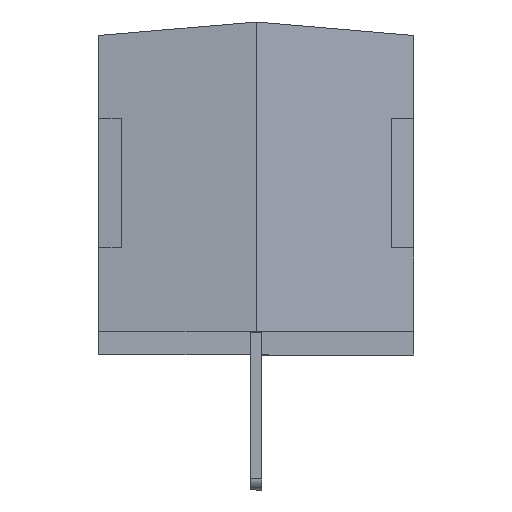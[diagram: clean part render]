
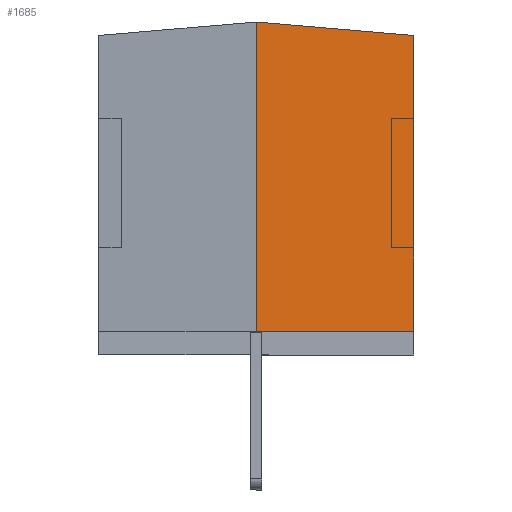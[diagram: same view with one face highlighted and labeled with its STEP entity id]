
A CAD part, left-side view. The second image highlights one B-rep face of the part: STEP entity #1685.
In plain terms, the highlighted planar face has unit normal (-0.996, -0.085, 0).
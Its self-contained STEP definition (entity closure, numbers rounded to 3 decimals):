
#204 = CARTESIAN_POINT ( 'NONE',  ( -11.765, -3.5, 0.527 ) ) ;
#249 = ORIENTED_EDGE ( 'NONE', *, *, #5061, .F. ) ;
#1099 = DIRECTION ( 'NONE',  ( 0., 0., -1. ) ) ;
#1677 = CARTESIAN_POINT ( 'NONE',  ( -11.765, -3.5, 0. ) ) ;
#1685 = ADVANCED_FACE ( 'NONE', ( #4014 ), #2728, .T. ) ;
#1720 = VERTEX_POINT ( 'NONE', #10431 ) ;
#2016 = CARTESIAN_POINT ( 'NONE',  ( -11.977, -1.027, 0.527 ) ) ;
#2064 = ORIENTED_EDGE ( 'NONE', *, *, #2511, .T. ) ;
#2266 = VERTEX_POINT ( 'NONE', #204 ) ;
#2511 = EDGE_CURVE ( 'NONE', #10587, #17057, #14091, .T. ) ;
#2523 = LINE ( 'NONE', #7953, #11303 ) ;
#2728 = PLANE ( 'NONE',  #7092 ) ;
#3057 = DIRECTION ( 'NONE',  ( 0., 0., -1. ) ) ;
#3596 = LINE ( 'NONE', #16861, #7018 ) ;
#4014 = FACE_OUTER_BOUND ( 'NONE', #7662, .T. ) ;
#4700 = CARTESIAN_POINT ( 'NONE',  ( -11.765, -3.5, 0. ) ) ;
#5061 = EDGE_CURVE ( 'NONE', #1720, #8166, #3596, .T. ) ;
#5485 = LINE ( 'NONE', #1677, #15731 ) ;
#6293 = VECTOR ( 'NONE', #11446, 1000. ) ;
#6378 = CARTESIAN_POINT ( 'NONE',  ( -11.765, -3.5, 2.379 ) ) ;
#6423 = CARTESIAN_POINT ( 'NONE',  ( -12.065, 0., 0. ) ) ;
#7010 = EDGE_CURVE ( 'NONE', #8166, #2266, #5485, .T. ) ;
#7018 = VECTOR ( 'NONE', #1099, 1000. ) ;
#7092 = AXIS2_PLACEMENT_3D ( 'NONE', #14252, #15676, #7968 ) ;
#7123 = CARTESIAN_POINT ( 'NONE',  ( -12.065, 0., 7.4 ) ) ;
#7662 = EDGE_LOOP ( 'NONE', ( #2064, #9530, #16931, #249, #13547, #14085 ) ) ;
#7953 = CARTESIAN_POINT ( 'NONE',  ( -11.765, -3.5, 7.1 ) ) ;
#7968 = DIRECTION ( 'NONE',  ( -0.085, 0.996, 0. ) ) ;
#8166 = VERTEX_POINT ( 'NONE', #6378 ) ;
#9530 = ORIENTED_EDGE ( 'NONE', *, *, #9784, .T. ) ;
#9784 = EDGE_CURVE ( 'NONE', #17057, #2266, #15151, .T. ) ;
#9894 = EDGE_CURVE ( 'NONE', #12084, #10587, #2523, .T. ) ;
#10431 = CARTESIAN_POINT ( 'NONE',  ( -11.765, -3.5, 5.249 ) ) ;
#10507 = CARTESIAN_POINT ( 'NONE',  ( -12.065, 0., 0.527 ) ) ;
#10587 = VERTEX_POINT ( 'NONE', #7123 ) ;
#10980 = VECTOR ( 'NONE', #15595, 1000. ) ;
#11303 = VECTOR ( 'NONE', #13204, 1000. ) ;
#11446 = DIRECTION ( 'NONE',  ( 0.085, -0.996, 0. ) ) ;
#12084 = VERTEX_POINT ( 'NONE', #15446 ) ;
#12277 = EDGE_CURVE ( 'NONE', #12084, #1720, #14092, .T. ) ;
#13204 = DIRECTION ( 'NONE',  ( -0.085, 0.993, 0.085 ) ) ;
#13547 = ORIENTED_EDGE ( 'NONE', *, *, #12277, .F. ) ;
#13844 = DIRECTION ( 'NONE',  ( 0., 0., -1. ) ) ;
#14085 = ORIENTED_EDGE ( 'NONE', *, *, #9894, .T. ) ;
#14091 = LINE ( 'NONE', #6423, #10980 ) ;
#14092 = LINE ( 'NONE', #4700, #15445 ) ;
#14252 = CARTESIAN_POINT ( 'NONE',  ( -11.977, -1.027, 0. ) ) ;
#15151 = LINE ( 'NONE', #2016, #6293 ) ;
#15445 = VECTOR ( 'NONE', #13844, 1000. ) ;
#15446 = CARTESIAN_POINT ( 'NONE',  ( -11.765, -3.5, 7.1 ) ) ;
#15595 = DIRECTION ( 'NONE',  ( 0., 0., -1. ) ) ;
#15676 = DIRECTION ( 'NONE',  ( -0.996, -0.085, 0. ) ) ;
#15731 = VECTOR ( 'NONE', #3057, 1000. ) ;
#16861 = CARTESIAN_POINT ( 'NONE',  ( -11.765, -3.5, 5.249 ) ) ;
#16931 = ORIENTED_EDGE ( 'NONE', *, *, #7010, .F. ) ;
#17057 = VERTEX_POINT ( 'NONE', #10507 ) ;
